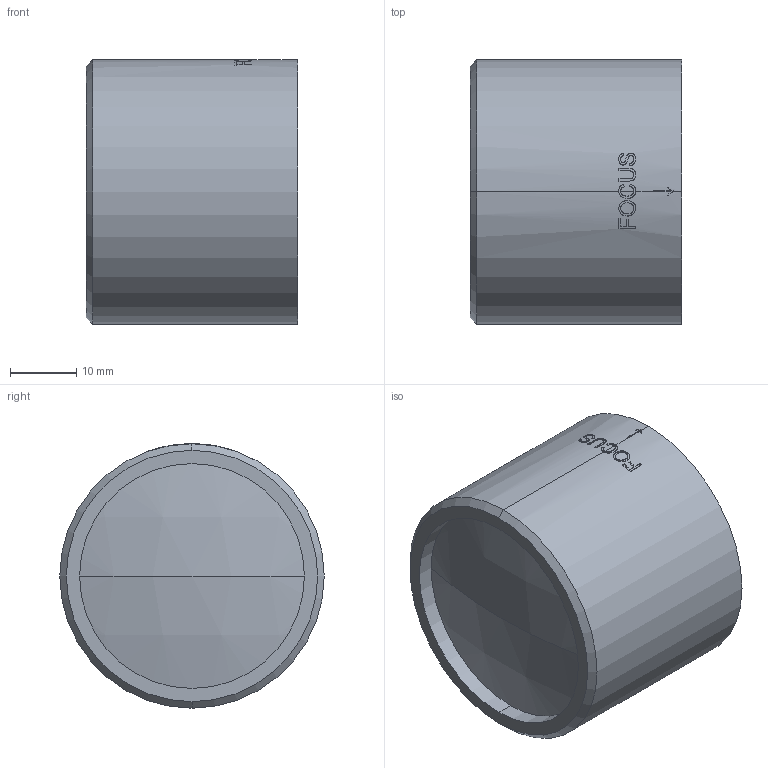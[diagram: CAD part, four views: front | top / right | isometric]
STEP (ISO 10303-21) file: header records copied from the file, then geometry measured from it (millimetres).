
FILE_DESCRIPTION (( 'STEP AP203' ), '1' );
FILE_NAME ('S6ASS2060_328_02.STEP', '2013-07-02T07:35:10', ( 'poweredge' ), ( 'Hewlett-Packard Company' ), 'SwSTEP 2.0', 'SolidWorks 2012', '' );
FILE_SCHEMA (( 'CONFIG_CONTROL_DESIGN' ));
Length unit declared in the file: millimetre
Products named in the file (1): S6ASS2060_328_02
Bounding box: 32 x 40 x 40 mm (x, y, z)
Surface area: 7517.2 mm2 (no closed solid volume)
Topology: 0 solids, 4 shells, 89 faces, 260 edges, 174 vertices
Faces by surface type: bspline 39, plane 28, cylinder 16, sphere 4, cone 2
Entity records: 8971 total; most frequent: CARTESIAN_POINT 6882, ORIENTED_EDGE 475, DIRECTION 287, EDGE_CURVE 260, VERTEX_POINT 174, B_SPLINE_CURVE_WITH_KNOTS 132, AXIS2_PLACEMENT_3D 108, EDGE_LOOP 96
